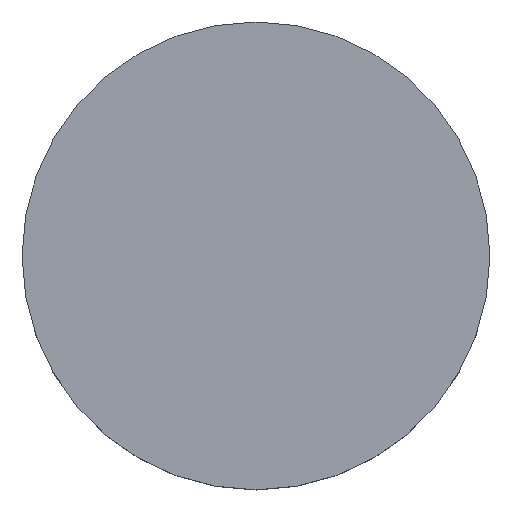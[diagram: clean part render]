
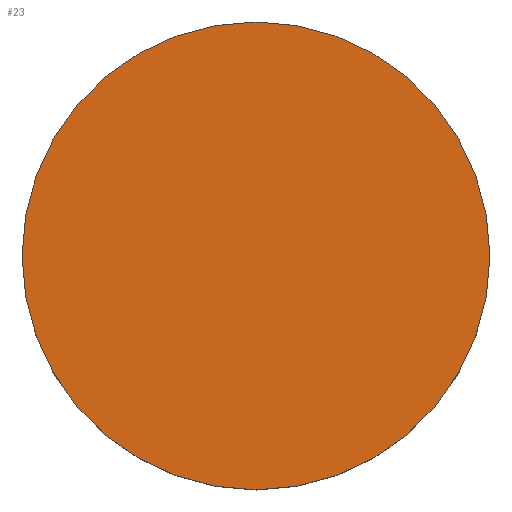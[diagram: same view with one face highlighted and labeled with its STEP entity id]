
A CAD part, top view. The second image highlights one B-rep face of the part: STEP entity #23.
In plain terms, the highlighted planar face has unit normal (0, 0, 1).
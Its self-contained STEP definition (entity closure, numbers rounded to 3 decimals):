
#2 = FACE_OUTER_BOUND ( 'NONE', #121, .T. ) ;
#17 = AXIS2_PLACEMENT_3D ( 'NONE', #205, #72, #89 ) ;
#23 = ADVANCED_FACE ( 'NONE', ( #2 ), #83, .T. ) ;
#25 = CARTESIAN_POINT ( 'NONE',  ( 0., -6.35, 3. ) ) ;
#35 = AXIS2_PLACEMENT_3D ( 'NONE', #99, #133, #197 ) ;
#36 = VERTEX_POINT ( 'NONE', #40 ) ;
#39 = CIRCLE ( 'NONE', #17, 6.35 ) ;
#40 = CARTESIAN_POINT ( 'NONE',  ( 0., 6.35, 3. ) ) ;
#62 = ORIENTED_EDGE ( 'NONE', *, *, #174, .F. ) ;
#72 = DIRECTION ( 'NONE',  ( 0., 0., -1. ) ) ;
#81 = AXIS2_PLACEMENT_3D ( 'NONE', #183, #169, #120 ) ;
#83 = PLANE ( 'NONE',  #35 ) ;
#89 = DIRECTION ( 'NONE',  ( 0., -1., 0. ) ) ;
#99 = CARTESIAN_POINT ( 'NONE',  ( 0., 13.158, 3. ) ) ;
#111 = CIRCLE ( 'NONE', #81, 6.35 ) ;
#116 = ORIENTED_EDGE ( 'NONE', *, *, #184, .F. ) ;
#120 = DIRECTION ( 'NONE',  ( 0., -1., 0. ) ) ;
#121 = EDGE_LOOP ( 'NONE', ( #116, #62 ) ) ;
#133 = DIRECTION ( 'NONE',  ( 0., 0., 1. ) ) ;
#154 = VERTEX_POINT ( 'NONE', #25 ) ;
#169 = DIRECTION ( 'NONE',  ( 0., 0., -1. ) ) ;
#174 = EDGE_CURVE ( 'NONE', #36, #154, #111, .T. ) ;
#183 = CARTESIAN_POINT ( 'NONE',  ( 0., 0., 3. ) ) ;
#184 = EDGE_CURVE ( 'NONE', #154, #36, #39, .T. ) ;
#197 = DIRECTION ( 'NONE',  ( 1., 0., 0. ) ) ;
#205 = CARTESIAN_POINT ( 'NONE',  ( 0., 0., 3. ) ) ;
